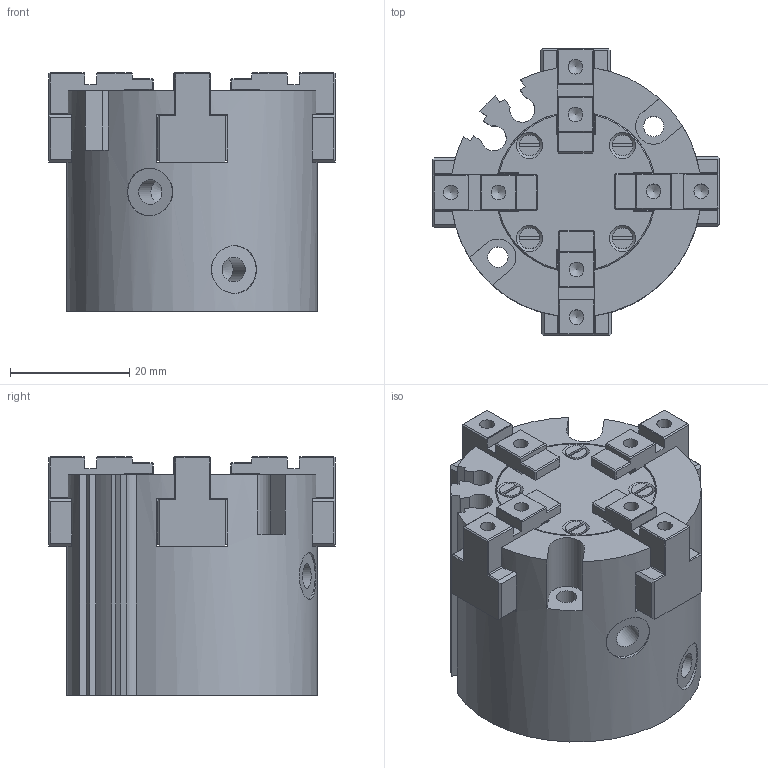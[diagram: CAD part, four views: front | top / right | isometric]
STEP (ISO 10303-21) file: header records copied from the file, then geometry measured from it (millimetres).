
FILE_DESCRIPTION(/* description */ (''),/* implementation_level */ '2;1');
FILE_NAME(/* name */ 'GPS4-42.stp',/* time_stamp */ '2017-11-28T08:28:43+01:00',/* author */ ('Tecnico'),/* organization */ (''),/* preprocessor_version */ 'ST-DEVELOPER v16.13',/* originating_system */ 'Autodesk Inventor 2018',/* authorisation */ '');
FILE_SCHEMA (('AUTOMOTIVE_DESIGN { 1 0 10303 214 3 1 1 }'));
Length unit declared in the file: millimetre
Products named in the file (5): GPS4-42; GPS4-42-CORPO; GPS4-42-GRIFFA; GPS4-42-COPERCHIO; ANSI B18.6.7M -A - M2x6
Assembly tree (10 placements, depth 2):
  GPS4-42
    GPS4-42-CORPO
    GPS4-42-GRIFFA  x4
    GPS4-42-COPERCHIO
    ANSI B18.6.7M -A - M2x6  x4
Bounding box: 48 x 48 x 40 mm (x, y, z)
Volume: 46126.7 mm3; surface area: 18442.9 mm2
Topology: 10 solids, 10 shells, 466 faces, 1153 edges, 712 vertices
Faces by surface type: plane 361, cylinder 65, cone 36, torus 4
Full cylindrical faces by diameter (mm): 1.567 x4, 2 x4, 2.4 x4, 2.459 x8, 3 x1, 3.4 x2, 4.134 x2, 8 x3, 26 x1
Entity records: 7157 total; most frequent: CARTESIAN_POINT 1278, DIRECTION 1193, ORIENTED_EDGE 1116, EDGE_CURVE 558, LINE 411, VECTOR 411, AXIS2_PLACEMENT_3D 391, VERTEX_POINT 360
